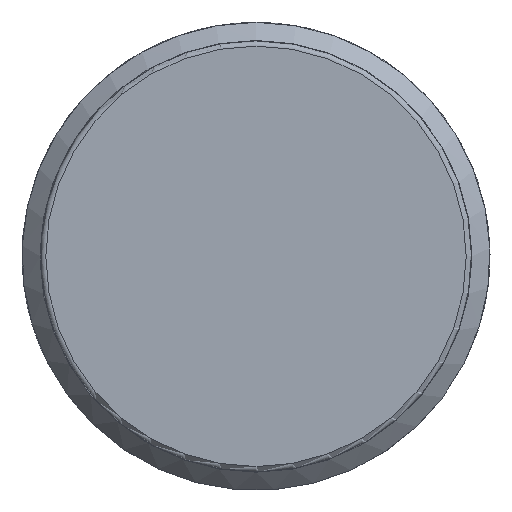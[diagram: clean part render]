
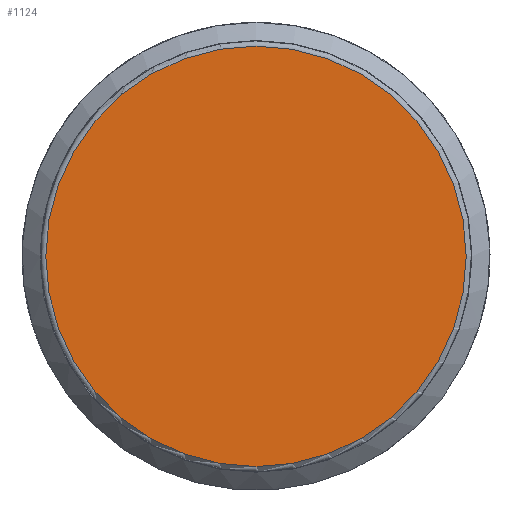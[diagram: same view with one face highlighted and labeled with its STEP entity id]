
A CAD part, left-side view. The second image highlights one B-rep face of the part: STEP entity #1124.
In plain terms, the highlighted planar face has unit normal (-1, 0, 0).
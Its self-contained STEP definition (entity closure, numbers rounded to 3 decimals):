
#264=FACE_OUTER_BOUND('',#338,.T.);
#338=EDGE_LOOP('',(#897));
#412=CIRCLE('',#1228,8.086);
#519=VERTEX_POINT('',#2166);
#684=EDGE_CURVE('',#519,#519,#412,.T.);
#897=ORIENTED_EDGE('',*,*,#684,.T.);
#1037=PLANE('',#1229);
#1124=ADVANCED_FACE('',(#264),#1037,.T.);
#1228=AXIS2_PLACEMENT_3D('',#2167,#1445,#1446);
#1229=AXIS2_PLACEMENT_3D('',#2168,#1447,#1448);
#1445=DIRECTION('center_axis',(-1.,0.,0.));
#1446=DIRECTION('ref_axis',(0.,0.,-1.));
#1447=DIRECTION('center_axis',(-1.,0.,0.));
#1448=DIRECTION('ref_axis',(0.,0.,1.));
#2166=CARTESIAN_POINT('',(-31.,0.,8.086));
#2167=CARTESIAN_POINT('Origin',(-31.,0.,0.));
#2168=CARTESIAN_POINT('Origin',(-31.,0.,0.));
